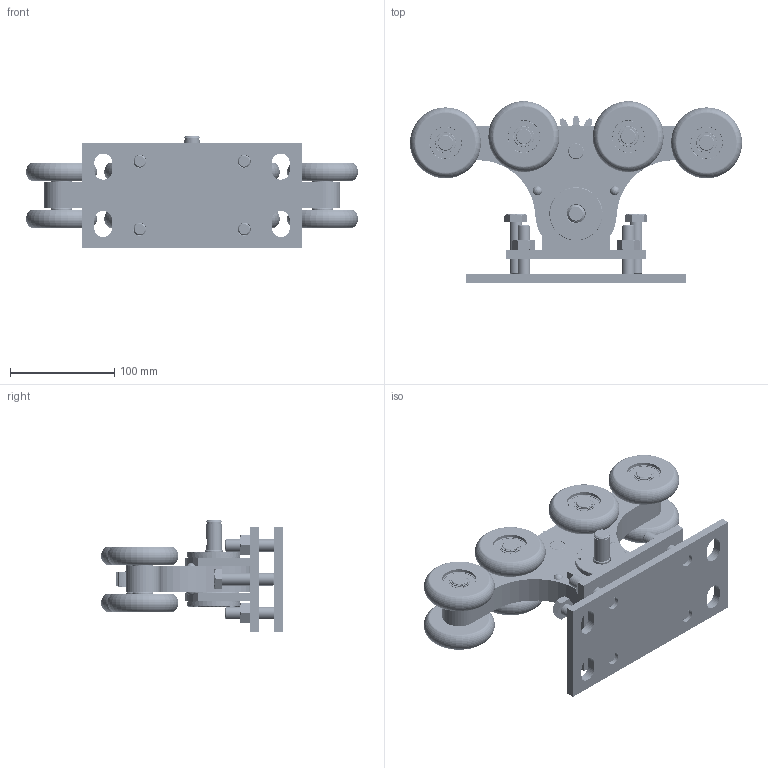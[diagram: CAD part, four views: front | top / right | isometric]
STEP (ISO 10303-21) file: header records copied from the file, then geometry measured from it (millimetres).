
FILE_DESCRIPTION (( 'STEP AP214' ), '1' );
FILE_NAME ('H_34B-4G-90x99-NYLON.STEP', '2025-06-06T11:38:09', ( '' ), ( '' ), 'SwSTEP 2.0', 'SolidWorks 2019', '' );
FILE_SCHEMA (( 'AUTOMOTIVE_DESIGN' ));
Length unit declared in the file: millimetre
Products named in the file (52): PART 9_Pre vìkres<Jako obrobenì>; SS_6202_RS_16; MATICA DIN 934_MATICA M12; PART 7_skupina; SKF_6004-2RSH_skupina; Nit DIN 660, 5x35; PART 2.3; SKF_6004-2RSH_or.stp; SS_6202_RS; PART 2.4; H_34B-4G-90x99-NYLON; PART 8; PART 2.6; PART2_skupina; PART 6; SKF_61903-2RS1_or.stp; SKF_6004-2RSH_ir.stp; SKF_6004-2RSH_ball1.stp; SKF_61903-2RS1_ball1.stp; PART 2.1; PART 5; SKF_61903-2RS1_ir.stp; KRUZOK DIN 471_POISTNY_KRUZOK_ 15; PART1_Default<Jako obrobenì>; SS_6202_RS_14; PART 3; SKF_61903-2RS1.stp_skupina; Koliesko Fe; Skrutka DIN 7991_Skrutka M 5x18; SKF_6004-2RSH.stp_skupina; PART 2.2; SS_6202_RS_3; SS_6202_RS_5; PART 4; SKRUTKA DIN 933 8.8 Zink._M12 x 50; PART 2.5; DIN 6888, 4x5
Assembly tree (214 placements, depth 5):
  H_34B-4G-90x99-NYLON
    PART1_Default<Jako obrobenì>
    PART2_skupina
      PART 2.1  x3
      PART 2.2  x2
      PART 2.3
      PART 2.4
      PART 2.5
      Nit DIN 660, 5x35  x2
      PART 2.6  x2
      SKF_6004-2RSH_skupina
        SKF_6004-2RSH.stp_skupina
          SKF_6004-2RSH_ball1.stp  x9
          SKF_6004-2RSH_or.stp
          SKF_6004-2RSH_ir.stp
    DIN 6888, 4x5
    PART 3
    PART 4
    PART 5
    PART 6  x4
    PART 7_skupina
      SS_6202_RS
        SS_6202_RS_3  x2
        SS_6202_RS_5  x8
        SS_6202_RS_14
        SS_6202_RS_16
      Koliesko Fe
    PART 8  x8
    PART 7_skupina
      SS_6202_RS
        SS_6202_RS_3  x2
        SS_6202_RS_5  x8
        SS_6202_RS_14
        SS_6202_RS_16
      Koliesko Fe
    KRUZOK DIN 471_POISTNY_KRUZOK_ 15  x8
    SKF_61903-2RS1.stp_skupina
      SKF_61903-2RS1_ball1.stp  x11
      SKF_61903-2RS1_or.stp
      SKF_61903-2RS1_ir.stp
    SKF_61903-2RS1.stp_skupina
      SKF_61903-2RS1_ball1.stp  x11
      SKF_61903-2RS1_or.stp
      SKF_61903-2RS1_ir.stp
    PART 7_skupina
      SS_6202_RS
        SS_6202_RS_3  x2
        SS_6202_RS_5  x8
        SS_6202_RS_14
        SS_6202_RS_16
      Koliesko Fe
    PART 7_skupina
      SS_6202_RS
        SS_6202_RS_3  x2
        SS_6202_RS_5  x8
        SS_6202_RS_14
        SS_6202_RS_16
      Koliesko Fe
    PART 7_skupina
      SS_6202_RS
Bounding box: 317.93 x 173.96 x 106.3 mm (x, y, z)
Volume: 1158969.1 mm3; surface area: 483310.5 mm2
Topology: 199 solids, 199 shells, 3233 faces, 7871 edges, 4869 vertices
Faces by surface type: cylinder 1171, cone 786, plane 598, torus 420, sphere 198, bspline 60
Entity records: 41659 total; most frequent: CARTESIAN_POINT 10543, DIRECTION 6151, ORIENTED_EDGE 5362, EDGE_CURVE 2681, AXIS2_PLACEMENT_3D 2537, VERTEX_POINT 1666, EDGE_LOOP 1289, CIRCLE 1230
